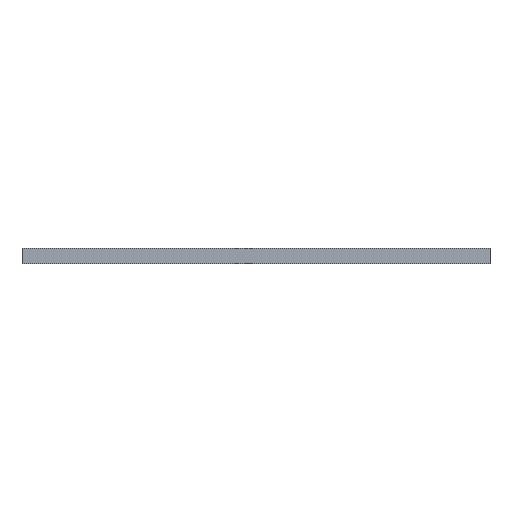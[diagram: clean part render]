
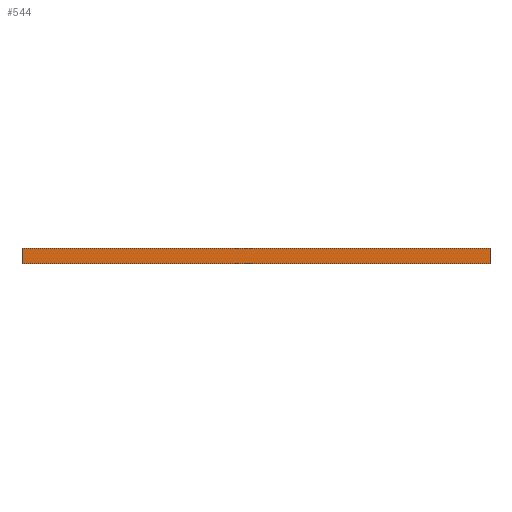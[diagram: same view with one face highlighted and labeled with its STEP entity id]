
A CAD part, front view. The second image highlights one B-rep face of the part: STEP entity #544.
In plain terms, the highlighted planar face has unit normal (0, -1, 0).
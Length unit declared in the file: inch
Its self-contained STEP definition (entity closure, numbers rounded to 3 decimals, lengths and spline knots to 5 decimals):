
#19 = EDGE_LOOP ( 'NONE', ( #206, #879, #790, #292 ) ) ;
#166 = DIRECTION ( 'NONE',  ( 0., -1., 0. ) ) ;
#181 = PLANE ( 'NONE',  #1453 ) ;
#206 = ORIENTED_EDGE ( 'NONE', *, *, #258, .T. ) ;
#258 = EDGE_CURVE ( 'NONE', #1396, #888, #944, .T. ) ;
#266 = CARTESIAN_POINT ( 'NONE',  ( 3.75, -3., -0.125 ) ) ;
#283 = DIRECTION ( 'NONE',  ( 1., 0., 0. ) ) ;
#292 = ORIENTED_EDGE ( 'NONE', *, *, #1474, .T. ) ;
#326 = VERTEX_POINT ( 'NONE', #1287 ) ;
#328 = VECTOR ( 'NONE', #496, 39.37008 ) ;
#496 = DIRECTION ( 'NONE',  ( 0., 0., 1. ) ) ;
#506 = CARTESIAN_POINT ( 'NONE',  ( -3.75, -3., -0.125 ) ) ;
#515 = CARTESIAN_POINT ( 'NONE',  ( -3.75, -3., -0.125 ) ) ;
#531 = VECTOR ( 'NONE', #1173, 39.37008 ) ;
#544 = ADVANCED_FACE ( 'NONE', ( #1433 ), #181, .T. ) ;
#704 = CARTESIAN_POINT ( 'NONE',  ( -3.75, -3., 0.125 ) ) ;
#790 = ORIENTED_EDGE ( 'NONE', *, *, #1349, .F. ) ;
#879 = ORIENTED_EDGE ( 'NONE', *, *, #969, .F. ) ;
#888 = VERTEX_POINT ( 'NONE', #1121 ) ;
#937 = VERTEX_POINT ( 'NONE', #704 ) ;
#944 = LINE ( 'NONE', #266, #328 ) ;
#969 = EDGE_CURVE ( 'NONE', #937, #888, #1144, .T. ) ;
#988 = DIRECTION ( 'NONE',  ( 0., 0., 1. ) ) ;
#1001 = CARTESIAN_POINT ( 'NONE',  ( -3.75, -3., -0.125 ) ) ;
#1003 = VECTOR ( 'NONE', #1008, 39.37008 ) ;
#1008 = DIRECTION ( 'NONE',  ( 1., 0., 0. ) ) ;
#1067 = VECTOR ( 'NONE', #988, 39.37008 ) ;
#1088 = LINE ( 'NONE', #515, #1067 ) ;
#1121 = CARTESIAN_POINT ( 'NONE',  ( 3.75, -3., 0.125 ) ) ;
#1144 = LINE ( 'NONE', #1419, #531 ) ;
#1173 = DIRECTION ( 'NONE',  ( 1., 0., 0. ) ) ;
#1236 = CARTESIAN_POINT ( 'NONE',  ( 3.75, -3., -0.125 ) ) ;
#1287 = CARTESIAN_POINT ( 'NONE',  ( -3.75, -3., -0.125 ) ) ;
#1306 = LINE ( 'NONE', #1001, #1003 ) ;
#1349 = EDGE_CURVE ( 'NONE', #326, #937, #1088, .T. ) ;
#1396 = VERTEX_POINT ( 'NONE', #1236 ) ;
#1419 = CARTESIAN_POINT ( 'NONE',  ( -3.75, -3., 0.125 ) ) ;
#1433 = FACE_OUTER_BOUND ( 'NONE', #19, .T. ) ;
#1453 = AXIS2_PLACEMENT_3D ( 'NONE', #506, #166, #283 ) ;
#1474 = EDGE_CURVE ( 'NONE', #326, #1396, #1306, .T. ) ;
